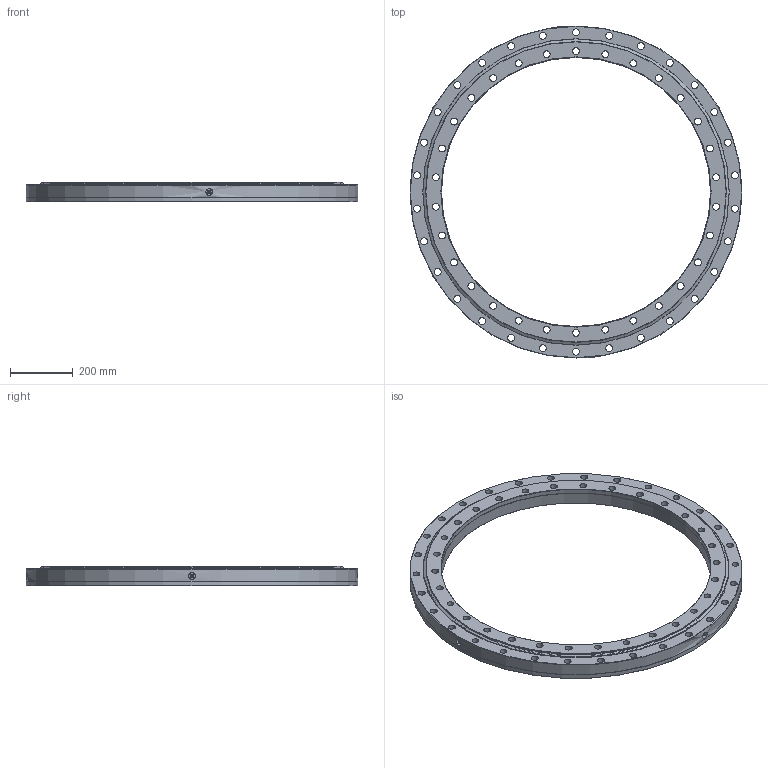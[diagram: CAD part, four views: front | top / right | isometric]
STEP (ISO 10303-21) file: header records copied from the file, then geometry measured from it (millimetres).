
FILE_DESCRIPTION (( 'STEP AP214' ), '1' );
FILE_NAME ('SD.1055.25.00.B.STEP', '2019-11-20T15:54:18', ( '' ), ( '' ), 'SwSTEP 2.0', 'SolidWorks 2016', '' );
FILE_SCHEMA (( 'AUTOMOTIVE_DESIGN' ));
Length unit declared in the file: millimetre
Products named in the file (7): A.1055.B25B.A1N.1 - IR Seal; A.1055.B25B.A1N.1 - IR; Ball D25; Grease nipple M10x1mm; A.1055.B25B.A1N.1 - OR; SD.1055.25.00.B; A.1055.B25B.A1N.1 - OR Seal
Assembly tree (111 placements, depth 2):
  SD.1055.25.00.B
    A.1055.B25B.A1N.1 - IR
    A.1055.B25B.A1N.1 - OR
    Ball D25  x103
    A.1055.B25B.A1N.1 - IR Seal
    A.1055.B25B.A1N.1 - OR Seal
    Grease nipple M10x1mm  x4
Bounding box: 1055 x 1055 x 63 mm (x, y, z)
Volume: 14119767.6 mm3; surface area: 1998166.5 mm2
Topology: 111 solids, 111 shells, 348 faces, 876 edges, 559 vertices
Faces by surface type: sphere 103, cylinder 94, cone 72, plane 60, torus 19
Full cylindrical faces by diameter (mm): 3 x4, 5 x4, 9 x4, 10 x4, 22 x64, 855 x1, 857 x1, 942 x2, 953 x1, 956 x4, 959 x1, 970 x2, 1053 x1, 1055 x1
Entity records: 6204 total; most frequent: CARTESIAN_POINT 1493, DIRECTION 996, ORIENTED_EDGE 532, AXIS2_PLACEMENT_3D 495, EDGE_LOOP 430, EDGE_CURVE 266, FACE_OUTER_BOUND 261, VERTEX_POINT 240
